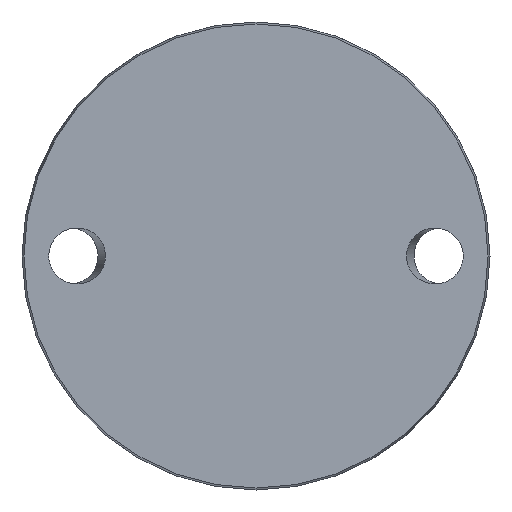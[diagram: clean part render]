
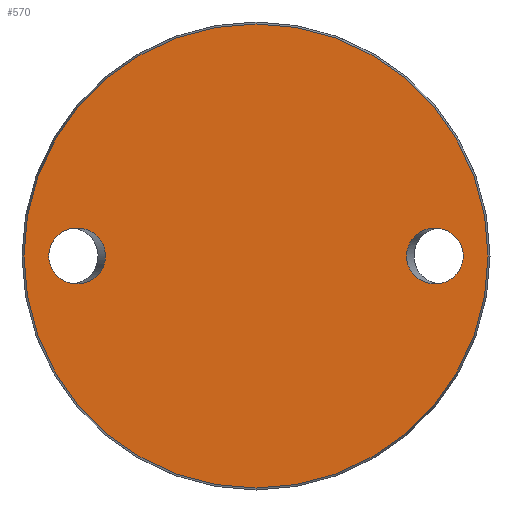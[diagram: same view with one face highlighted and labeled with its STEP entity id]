
A CAD part, front view. The second image highlights one B-rep face of the part: STEP entity #570.
In plain terms, the highlighted planar face has unit normal (0, -1, 0).
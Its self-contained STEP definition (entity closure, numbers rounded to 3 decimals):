
#3 = EDGE_CURVE ( 'NONE', #140, #140, #141, .T. ) ;
#9 =( BOUNDED_CURVE ( )  B_SPLINE_CURVE ( 3, ( #817, #128, #413, #672, #723, #906, #340 ),
 .UNSPECIFIED., .T., .T. ) 
 B_SPLINE_CURVE_WITH_KNOTS ( ( 4, 3, 4 ),
 ( 0., 3.142, 6.283 ),
 .UNSPECIFIED. ) 
 CURVE ( )  GEOMETRIC_REPRESENTATION_ITEM ( )  RATIONAL_B_SPLINE_CURVE ( ( 1., 0.333, 0.333, 1., 0.333, 0.333, 1. ) ) 
 REPRESENTATION_ITEM ( '' )  );
#53 = CIRCLE ( 'NONE', #268, 68.425 ) ;
#92 = CARTESIAN_POINT ( 'NONE',  ( 44.385, 0., 0. ) ) ;
#105 = CARTESIAN_POINT ( 'NONE',  ( 61.115, 0., -16.5 ) ) ;
#118 = ORIENTED_EDGE ( 'NONE', *, *, #3, .F. ) ;
#124 = PLANE ( 'NONE',  #525 ) ;
#128 = CARTESIAN_POINT ( 'NONE',  ( -61.115, 0., 16.5 ) ) ;
#137 = FACE_BOUND ( 'NONE', #715, .T. ) ;
#140 = VERTEX_POINT ( 'NONE', #240 ) ;
#141 =( BOUNDED_CURVE ( )  B_SPLINE_CURVE ( 3, ( #92, #400, #105, #708, #253, #181, #174 ),
 .UNSPECIFIED., .T., .T. ) 
 B_SPLINE_CURVE_WITH_KNOTS ( ( 4, 3, 4 ),
 ( 0., 3.142, 6.283 ),
 .UNSPECIFIED. ) 
 CURVE ( )  GEOMETRIC_REPRESENTATION_ITEM ( )  RATIONAL_B_SPLINE_CURVE ( ( 1., 0.333, 0.333, 1., 0.333, 0.333, 1. ) ) 
 REPRESENTATION_ITEM ( '' )  );
#144 = DIRECTION ( 'NONE',  ( 0., 1., 0. ) ) ;
#174 = CARTESIAN_POINT ( 'NONE',  ( 44.385, 0., 0. ) ) ;
#181 = CARTESIAN_POINT ( 'NONE',  ( 44.385, 0., 16.5 ) ) ;
#207 = CARTESIAN_POINT ( 'NONE',  ( -68.425, 0., 0. ) ) ;
#240 = CARTESIAN_POINT ( 'NONE',  ( 44.385, 0., 0. ) ) ;
#253 = CARTESIAN_POINT ( 'NONE',  ( 61.115, 0., 16.5 ) ) ;
#268 = AXIS2_PLACEMENT_3D ( 'NONE', #482, #633, #968 ) ;
#298 = FACE_OUTER_BOUND ( 'NONE', #863, .T. ) ;
#340 = CARTESIAN_POINT ( 'NONE',  ( -61.115, 0., 0. ) ) ;
#400 = CARTESIAN_POINT ( 'NONE',  ( 44.385, 0., -16.5 ) ) ;
#413 = CARTESIAN_POINT ( 'NONE',  ( -44.385, 0., 16.5 ) ) ;
#468 = CARTESIAN_POINT ( 'NONE',  ( -61.115, 0., 0. ) ) ;
#482 = CARTESIAN_POINT ( 'NONE',  ( 0., 0., 0. ) ) ;
#525 = AXIS2_PLACEMENT_3D ( 'NONE', #207, #144, #694 ) ;
#570 = ADVANCED_FACE ( 'NONE', ( #830, #137, #298 ), #124, .F. ) ;
#608 = ORIENTED_EDGE ( 'NONE', *, *, #662, .T. ) ;
#613 = VERTEX_POINT ( 'NONE', #691 ) ;
#633 = DIRECTION ( 'NONE',  ( 0., -1., 0. ) ) ;
#662 = EDGE_CURVE ( 'NONE', #920, #920, #9, .T. ) ;
#672 = CARTESIAN_POINT ( 'NONE',  ( -44.385, 0., 0. ) ) ;
#691 = CARTESIAN_POINT ( 'NONE',  ( 0., 0., -68.425 ) ) ;
#694 = DIRECTION ( 'NONE',  ( 0., 0., 1. ) ) ;
#708 = CARTESIAN_POINT ( 'NONE',  ( 61.115, 0., 0. ) ) ;
#715 = EDGE_LOOP ( 'NONE', ( #118 ) ) ;
#723 = CARTESIAN_POINT ( 'NONE',  ( -44.385, 0., -16.5 ) ) ;
#817 = CARTESIAN_POINT ( 'NONE',  ( -61.115, 0., 0. ) ) ;
#830 = FACE_BOUND ( 'NONE', #957, .T. ) ;
#849 = EDGE_CURVE ( 'NONE', #613, #613, #53, .T. ) ;
#863 = EDGE_LOOP ( 'NONE', ( #892 ) ) ;
#892 = ORIENTED_EDGE ( 'NONE', *, *, #849, .T. ) ;
#906 = CARTESIAN_POINT ( 'NONE',  ( -61.115, 0., -16.5 ) ) ;
#920 = VERTEX_POINT ( 'NONE', #468 ) ;
#957 = EDGE_LOOP ( 'NONE', ( #608 ) ) ;
#968 = DIRECTION ( 'NONE',  ( 0., 0., -1. ) ) ;
